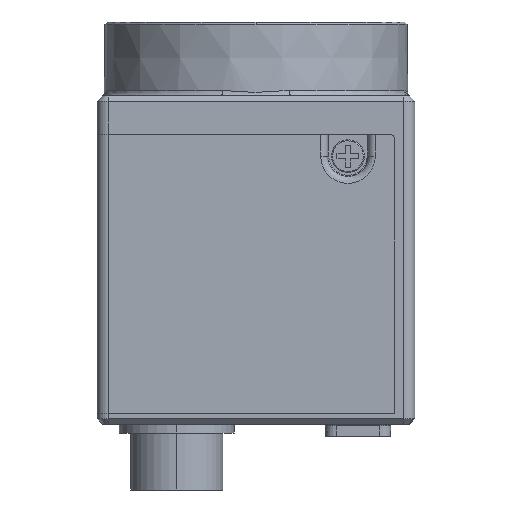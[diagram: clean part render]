
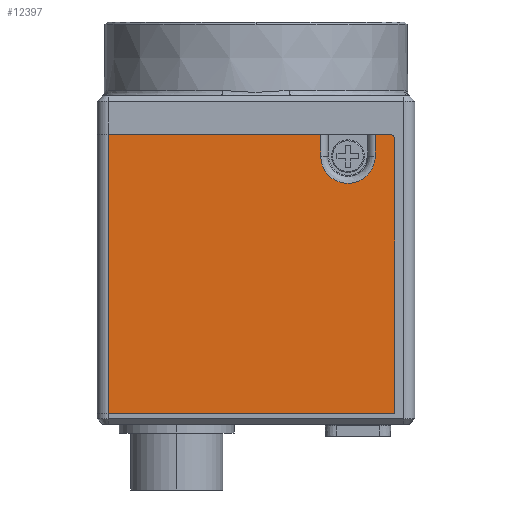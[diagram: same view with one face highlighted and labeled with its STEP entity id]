
A CAD part, left-side view. The second image highlights one B-rep face of the part: STEP entity #12397.
In plain terms, the highlighted planar face has unit normal (-1, 0, 0).
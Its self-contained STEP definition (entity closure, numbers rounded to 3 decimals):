
#99 = DIRECTION ( 'NONE',  ( 0., 0., -1. ) ) ;
#179 = CARTESIAN_POINT ( 'NONE',  ( -14.5, -12.7, 8.882 ) ) ;
#412 = LINE ( 'NONE', #10243, #14889 ) ;
#498 = VECTOR ( 'NONE', #7109, 1000. ) ;
#714 = VERTEX_POINT ( 'NONE', #3221 ) ;
#942 = ORIENTED_EDGE ( 'NONE', *, *, #6022, .F. ) ;
#1053 = EDGE_CURVE ( 'NONE', #5067, #5708, #412, .T. ) ;
#1164 = CARTESIAN_POINT ( 'NONE',  ( -14.5, -5.915, 9.132 ) ) ;
#1371 = CARTESIAN_POINT ( 'NONE',  ( -14.5, -12.2, 8.882 ) ) ;
#1576 = EDGE_CURVE ( 'NONE', #3709, #13315, #7262, .T. ) ;
#1600 = VERTEX_POINT ( 'NONE', #6385 ) ;
#2138 = AXIS2_PLACEMENT_3D ( 'NONE', #7554, #7637, #99 ) ;
#2914 = EDGE_LOOP ( 'NONE', ( #15373, #11923, #7661, #8476, #11564, #942, #9669, #13736, #12659 ) ) ;
#3156 = CARTESIAN_POINT ( 'NONE',  ( -14.5, -12.5, 9.382 ) ) ;
#3217 = VECTOR ( 'NONE', #6082, 1000. ) ;
#3221 = CARTESIAN_POINT ( 'NONE',  ( -14.5, -12.7, -16.118 ) ) ;
#3231 = LINE ( 'NONE', #3156, #3397 ) ;
#3397 = VECTOR ( 'NONE', #15258, 1000. ) ;
#3709 = VERTEX_POINT ( 'NONE', #11905 ) ;
#4128 = CARTESIAN_POINT ( 'NONE',  ( -14.5, -12.7, 9.132 ) ) ;
#4131 = VECTOR ( 'NONE', #9614, 1000. ) ;
#4372 = AXIS2_PLACEMENT_3D ( 'NONE', #1371, #7386, #9910 ) ;
#4605 = VERTEX_POINT ( 'NONE', #14699 ) ;
#5067 = VERTEX_POINT ( 'NONE', #7953 ) ;
#5202 = DIRECTION ( 'NONE',  ( 0., -1., 0. ) ) ;
#5281 = VERTEX_POINT ( 'NONE', #12277 ) ;
#5419 = VECTOR ( 'NONE', #5202, 1000. ) ;
#5515 = CARTESIAN_POINT ( 'NONE',  ( -14.5, -12.5, 9.382 ) ) ;
#5537 = CARTESIAN_POINT ( 'NONE',  ( -14.5, -10.885, 9.382 ) ) ;
#5708 = VERTEX_POINT ( 'NONE', #8692 ) ;
#6022 = EDGE_CURVE ( 'NONE', #13315, #4605, #3231, .T. ) ;
#6043 = LINE ( 'NONE', #12285, #4131 ) ;
#6082 = DIRECTION ( 'NONE',  ( 0., 0., 1. ) ) ;
#6385 = CARTESIAN_POINT ( 'NONE',  ( -14.5, -5.915, 7.382 ) ) ;
#6494 = CARTESIAN_POINT ( 'NONE',  ( -14.5, -10.885, 7.382 ) ) ;
#6608 = EDGE_CURVE ( 'NONE', #4605, #7380, #11183, .T. ) ;
#6801 = CARTESIAN_POINT ( 'NONE',  ( -14.5, -10.885, 2.412 ) ) ;
#7109 = DIRECTION ( 'NONE',  ( 0., 0., -1. ) ) ;
#7262 = LINE ( 'NONE', #12081, #3217 ) ;
#7380 = VERTEX_POINT ( 'NONE', #179 ) ;
#7386 = DIRECTION ( 'NONE',  ( 1., 0., 0. ) ) ;
#7554 = CARTESIAN_POINT ( 'NONE',  ( -14.5, -12.5, 9.132 ) ) ;
#7637 = DIRECTION ( 'NONE',  ( 1., 0., 0. ) ) ;
#7661 = ORIENTED_EDGE ( 'NONE', *, *, #14360, .F. ) ;
#7953 = CARTESIAN_POINT ( 'NONE',  ( -14.5, 13.5, -16.118 ) ) ;
#8476 = ORIENTED_EDGE ( 'NONE', *, *, #13421, .F. ) ;
#8692 = CARTESIAN_POINT ( 'NONE',  ( -14.5, 13.5, 9.382 ) ) ;
#9602 = EDGE_CURVE ( 'NONE', #5281, #1600, #13036, .T. ) ;
#9614 = DIRECTION ( 'NONE',  ( 0., 1., 0. ) ) ;
#9669 = ORIENTED_EDGE ( 'NONE', *, *, #1576, .F. ) ;
#9910 = DIRECTION ( 'NONE',  ( 0., 0., -1. ) ) ;
#10234 = VECTOR ( 'NONE', #15042, 1000. ) ;
#10243 = CARTESIAN_POINT ( 'NONE',  ( -14.5, 13.5, 9.132 ) ) ;
#11183 = CIRCLE ( 'NONE', #4372, 0.5 ) ;
#11564 = ORIENTED_EDGE ( 'NONE', *, *, #6608, .F. ) ;
#11905 = CARTESIAN_POINT ( 'NONE',  ( -14.5, -10.885, 7.382 ) ) ;
#11923 = ORIENTED_EDGE ( 'NONE', *, *, #1053, .F. ) ;
#12081 = CARTESIAN_POINT ( 'NONE',  ( -14.5, -10.885, 9.132 ) ) ;
#12221 = PLANE ( 'NONE',  #2138 ) ;
#12277 = CARTESIAN_POINT ( 'NONE',  ( -14.5, -5.915, 9.382 ) ) ;
#12285 = CARTESIAN_POINT ( 'NONE',  ( -14.5, -12.5, -16.118 ) ) ;
#12397 = ADVANCED_FACE ( 'NONE', ( #14529 ), #12221, .F. ) ;
#12659 = ORIENTED_EDGE ( 'NONE', *, *, #9602, .F. ) ;
#12717 = LINE ( 'NONE', #5515, #5419 ) ;
#12797 =( BOUNDED_CURVE ( )  B_SPLINE_CURVE ( 3, ( #15116, #12818, #6801, #6494 ),
 .UNSPECIFIED., .F., .T. ) 
 B_SPLINE_CURVE_WITH_KNOTS ( ( 4, 4 ),
 ( 0., 1. ),
 .UNSPECIFIED. ) 
 CURVE ( )  GEOMETRIC_REPRESENTATION_ITEM ( )  RATIONAL_B_SPLINE_CURVE ( ( 1., 0.333, 0.333, 1. ) ) 
 REPRESENTATION_ITEM ( '' )  );
#12818 = CARTESIAN_POINT ( 'NONE',  ( -14.5, -5.915, 2.412 ) ) ;
#12987 = EDGE_CURVE ( 'NONE', #5708, #5281, #12717, .T. ) ;
#13036 = LINE ( 'NONE', #1164, #498 ) ;
#13315 = VERTEX_POINT ( 'NONE', #5537 ) ;
#13343 = EDGE_CURVE ( 'NONE', #1600, #3709, #12797, .T. ) ;
#13421 = EDGE_CURVE ( 'NONE', #7380, #714, #14965, .T. ) ;
#13736 = ORIENTED_EDGE ( 'NONE', *, *, #13343, .F. ) ;
#13956 = DIRECTION ( 'NONE',  ( 0., 0., 1. ) ) ;
#14360 = EDGE_CURVE ( 'NONE', #714, #5067, #6043, .T. ) ;
#14529 = FACE_OUTER_BOUND ( 'NONE', #2914, .T. ) ;
#14699 = CARTESIAN_POINT ( 'NONE',  ( -14.5, -12.2, 9.382 ) ) ;
#14889 = VECTOR ( 'NONE', #13956, 1000. ) ;
#14965 = LINE ( 'NONE', #4128, #10234 ) ;
#15042 = DIRECTION ( 'NONE',  ( 0., 0., -1. ) ) ;
#15116 = CARTESIAN_POINT ( 'NONE',  ( -14.5, -5.915, 7.382 ) ) ;
#15258 = DIRECTION ( 'NONE',  ( 0., -1., 0. ) ) ;
#15373 = ORIENTED_EDGE ( 'NONE', *, *, #12987, .F. ) ;
